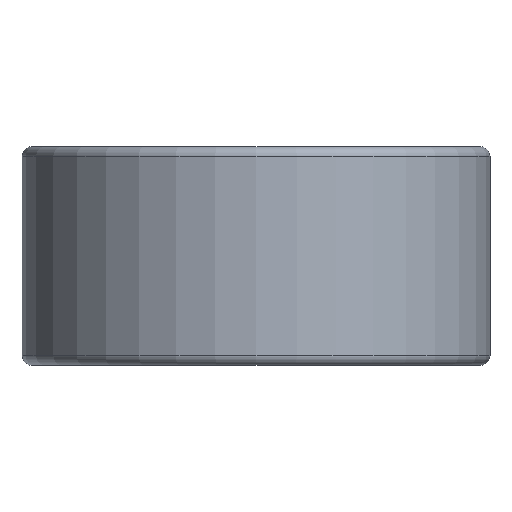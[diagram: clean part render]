
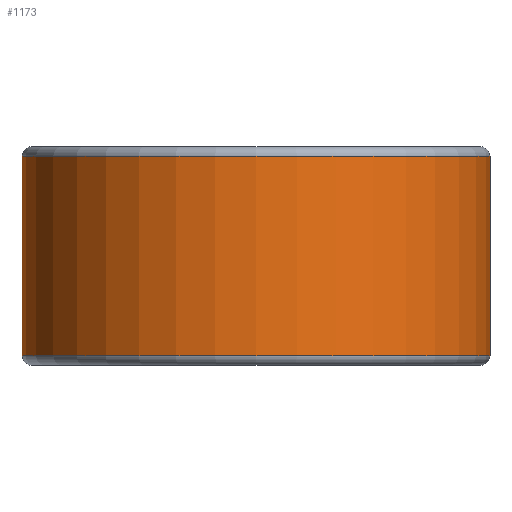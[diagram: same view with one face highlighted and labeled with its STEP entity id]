
A CAD part, front view. The second image highlights one B-rep face of the part: STEP entity #1173.
In plain terms, the highlighted cylindrical face has radius 18.644 mm (diameter 37.287 mm), a partial arc.
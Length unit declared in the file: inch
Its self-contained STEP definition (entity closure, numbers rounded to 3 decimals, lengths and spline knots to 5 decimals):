
#15 = VERTEX_POINT ( 'NONE', #1995 ) ;
#18 = DIRECTION ( 'NONE',  ( 1., 0., 0. ) ) ;
#91 = AXIS2_PLACEMENT_3D ( 'NONE', #811, #1030, #18 ) ;
#162 = EDGE_CURVE ( 'NONE', #15, #851, #2111, .T. ) ;
#187 = DIRECTION ( 'NONE',  ( 0., 0., -1. ) ) ;
#304 = CARTESIAN_POINT ( 'NONE',  ( 0.656, -1.781, 0. ) ) ;
#349 = FACE_OUTER_BOUND ( 'NONE', #879, .T. ) ;
#382 = ORIENTED_EDGE ( 'NONE', *, *, #162, .T. ) ;
#427 = CARTESIAN_POINT ( 'NONE',  ( 1.39, -1.781, 0. ) ) ;
#446 = EDGE_CURVE ( 'NONE', #851, #2066, #1827, .T. ) ;
#463 = VECTOR ( 'NONE', #187, 39.37008 ) ;
#491 = ORIENTED_EDGE ( 'NONE', *, *, #446, .T. ) ;
#652 = DIRECTION ( 'NONE',  ( 0., 0., 1. ) ) ;
#657 = CYLINDRICAL_SURFACE ( 'NONE', #1910, 0.734 ) ;
#811 = CARTESIAN_POINT ( 'NONE',  ( 0.656, -1.781, -0.3125 ) ) ;
#851 = VERTEX_POINT ( 'NONE', #1476 ) ;
#879 = EDGE_LOOP ( 'NONE', ( #491, #904, #1895, #382 ) ) ;
#896 = CIRCLE ( 'NONE', #1215, 0.734 ) ;
#904 = ORIENTED_EDGE ( 'NONE', *, *, #1362, .T. ) ;
#943 = DIRECTION ( 'NONE',  ( 0., 0., 1. ) ) ;
#1030 = DIRECTION ( 'NONE',  ( 0., 0., 1. ) ) ;
#1054 = VERTEX_POINT ( 'NONE', #1548 ) ;
#1122 = CARTESIAN_POINT ( 'NONE',  ( -0.078, -1.781, 0.3125 ) ) ;
#1173 = ADVANCED_FACE ( 'NONE', ( #349 ), #657, .T. ) ;
#1215 = AXIS2_PLACEMENT_3D ( 'NONE', #2457, #1260, #2671 ) ;
#1260 = DIRECTION ( 'NONE',  ( 0., 0., 1. ) ) ;
#1327 = LINE ( 'NONE', #427, #2323 ) ;
#1362 = EDGE_CURVE ( 'NONE', #2066, #1054, #1327, .T. ) ;
#1476 = CARTESIAN_POINT ( 'NONE',  ( -0.078, -1.781, -0.3125 ) ) ;
#1548 = CARTESIAN_POINT ( 'NONE',  ( 1.39, -1.781, 0.3125 ) ) ;
#1765 = CARTESIAN_POINT ( 'NONE',  ( 1.39, -1.781, -0.3125 ) ) ;
#1827 = CIRCLE ( 'NONE', #91, 0.734 ) ;
#1895 = ORIENTED_EDGE ( 'NONE', *, *, #2477, .F. ) ;
#1910 = AXIS2_PLACEMENT_3D ( 'NONE', #304, #943, #2240 ) ;
#1995 = CARTESIAN_POINT ( 'NONE',  ( -0.078, -1.781, 0.3125 ) ) ;
#2066 = VERTEX_POINT ( 'NONE', #1765 ) ;
#2111 = LINE ( 'NONE', #1122, #463 ) ;
#2240 = DIRECTION ( 'NONE',  ( 1., 0., 0. ) ) ;
#2323 = VECTOR ( 'NONE', #652, 39.37008 ) ;
#2457 = CARTESIAN_POINT ( 'NONE',  ( 0.656, -1.781, 0.3125 ) ) ;
#2477 = EDGE_CURVE ( 'NONE', #15, #1054, #896, .T. ) ;
#2671 = DIRECTION ( 'NONE',  ( 1., 0., 0. ) ) ;
